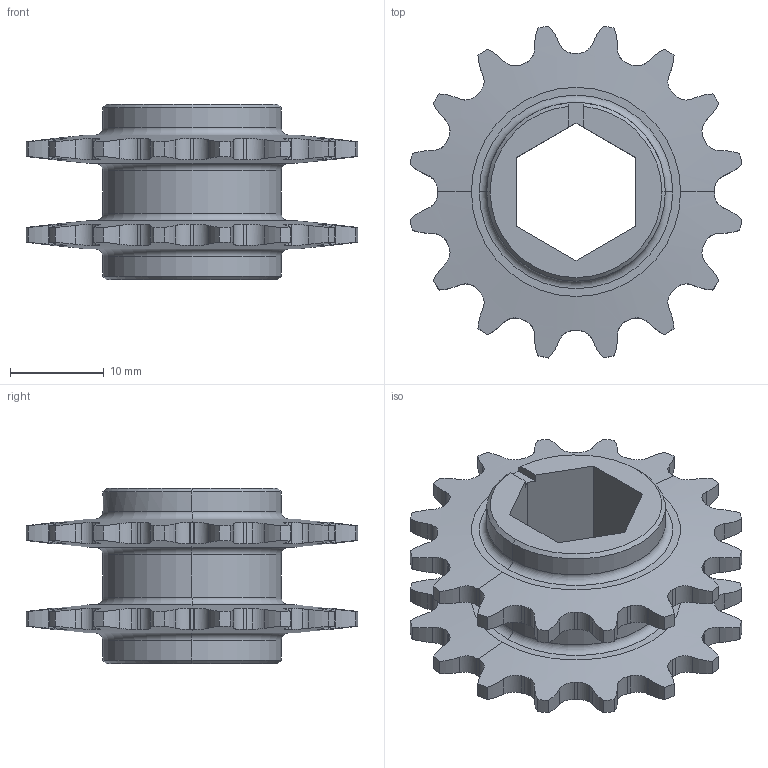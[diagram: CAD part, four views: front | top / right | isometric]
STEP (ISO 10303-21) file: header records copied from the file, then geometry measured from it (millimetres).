
FILE_DESCRIPTION (( 'STEP AP203' ), '1' );
FILE_NAME ('REV-21-2012.STEP', '2022-03-31T17:05:21', ( '' ), ( '' ), 'SwSTEP 2.0', 'SolidWorks 2022', '' );
FILE_SCHEMA (( 'CONFIG_CONTROL_DESIGN' ));
Length unit declared in the file: inch
Products named in the file (1): REV-21-2012
Bounding box: 35.38 x 35.38 x 18.69 mm (x, y, z)
Volume: 5415.2 mm3; surface area: 4512.6 mm2
Topology: 1 solids, 1 shells, 256 faces, 737 edges, 486 vertices
Faces by surface type: cylinder 220, plane 15, cone 13, torus 8
Entity records: 9305 total; most frequent: CARTESIAN_POINT 2926, ORIENTED_EDGE 1474, DIRECTION 1132, EDGE_CURVE 737, VERTEX_POINT 486, AXIS2_PLACEMENT_3D 436, B_SPLINE_CURVE_WITH_KNOTS 298, EDGE_LOOP 261
